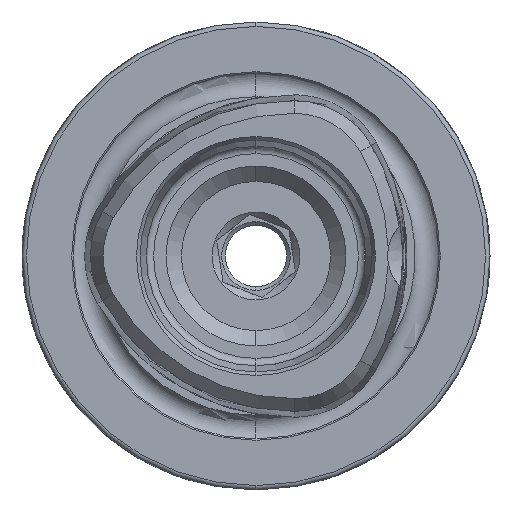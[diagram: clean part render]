
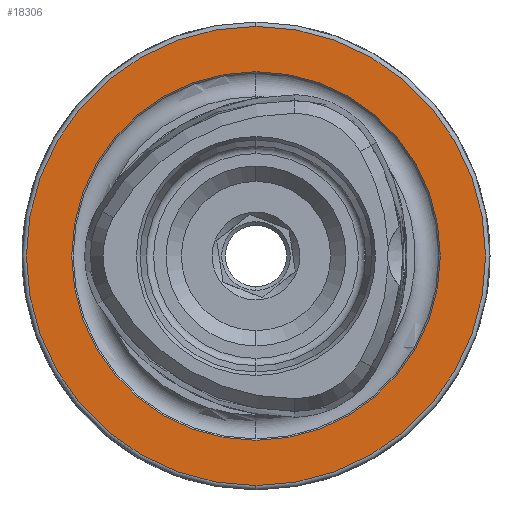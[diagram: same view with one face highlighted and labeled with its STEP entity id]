
A CAD part, left-side view. The second image highlights one B-rep face of the part: STEP entity #18306.
In plain terms, the highlighted planar face has unit normal (-1, 0, 0).
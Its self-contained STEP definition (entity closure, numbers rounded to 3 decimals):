
#86 = VERTEX_POINT ( 'NONE', #6767 ) ;
#146 = CARTESIAN_POINT ( 'NONE',  ( 0., 12.6, 0. ) ) ;
#554 = FACE_BOUND ( 'NONE', #17367, .T. ) ;
#1970 = FACE_OUTER_BOUND ( 'NONE', #12325, .T. ) ;
#2736 = ORIENTED_EDGE ( 'NONE', *, *, #12362, .T. ) ;
#2760 = VERTEX_POINT ( 'NONE', #12968 ) ;
#2800 = DIRECTION ( 'NONE',  ( -1., 0., 0. ) ) ;
#4271 = DIRECTION ( 'NONE',  ( 0., 0., 1. ) ) ;
#4356 = DIRECTION ( 'NONE',  ( 0., 0., 1. ) ) ;
#4469 = PLANE ( 'NONE',  #6774 ) ;
#4586 = CIRCLE ( 'NONE', #7521, 12.6 ) ;
#6028 = DIRECTION ( 'NONE',  ( 1., 0., 0. ) ) ;
#6274 = AXIS2_PLACEMENT_3D ( 'NONE', #14753, #2800, #4356 ) ;
#6767 = CARTESIAN_POINT ( 'NONE',  ( 0., 0., -12.6 ) ) ;
#6774 = AXIS2_PLACEMENT_3D ( 'NONE', #146, #6028, #15043 ) ;
#7321 = CIRCLE ( 'NONE', #13039, 15.7 ) ;
#7511 = CARTESIAN_POINT ( 'NONE',  ( 0., 0., 12.6 ) ) ;
#7521 = AXIS2_PLACEMENT_3D ( 'NONE', #13229, #8911, #4271 ) ;
#7597 = EDGE_CURVE ( 'NONE', #18803, #86, #4586, .T. ) ;
#8911 = DIRECTION ( 'NONE',  ( -1., 0., 0. ) ) ;
#10191 = DIRECTION ( 'NONE',  ( -1., 0., 0. ) ) ;
#10999 = CIRCLE ( 'NONE', #16726, 15.7 ) ;
#11027 = VERTEX_POINT ( 'NONE', #16901 ) ;
#12325 = EDGE_LOOP ( 'NONE', ( #2736, #18522 ) ) ;
#12362 = EDGE_CURVE ( 'NONE', #2760, #11027, #10999, .T. ) ;
#12968 = CARTESIAN_POINT ( 'NONE',  ( 0., 0., 15.7 ) ) ;
#13039 = AXIS2_PLACEMENT_3D ( 'NONE', #16607, #13875, #13935 ) ;
#13132 = CARTESIAN_POINT ( 'NONE',  ( 0., 0., 0. ) ) ;
#13196 = DIRECTION ( 'NONE',  ( 0., 0., 1. ) ) ;
#13229 = CARTESIAN_POINT ( 'NONE',  ( 0., 0., 0. ) ) ;
#13875 = DIRECTION ( 'NONE',  ( -1., 0., 0. ) ) ;
#13935 = DIRECTION ( 'NONE',  ( 0., 0., 1. ) ) ;
#14753 = CARTESIAN_POINT ( 'NONE',  ( 0., 0., 0. ) ) ;
#15043 = DIRECTION ( 'NONE',  ( 0., 0., -1. ) ) ;
#15442 = ORIENTED_EDGE ( 'NONE', *, *, #7597, .F. ) ;
#15909 = ORIENTED_EDGE ( 'NONE', *, *, #19269, .F. ) ;
#16405 = CIRCLE ( 'NONE', #6274, 12.6 ) ;
#16607 = CARTESIAN_POINT ( 'NONE',  ( 0., 0., 0. ) ) ;
#16726 = AXIS2_PLACEMENT_3D ( 'NONE', #13132, #10191, #13196 ) ;
#16901 = CARTESIAN_POINT ( 'NONE',  ( 0., 0., -15.7 ) ) ;
#17367 = EDGE_LOOP ( 'NONE', ( #15442, #15909 ) ) ;
#18306 = ADVANCED_FACE ( 'NONE', ( #554, #1970 ), #4469, .F. ) ;
#18380 = EDGE_CURVE ( 'NONE', #11027, #2760, #7321, .T. ) ;
#18522 = ORIENTED_EDGE ( 'NONE', *, *, #18380, .T. ) ;
#18803 = VERTEX_POINT ( 'NONE', #7511 ) ;
#19269 = EDGE_CURVE ( 'NONE', #86, #18803, #16405, .T. ) ;
